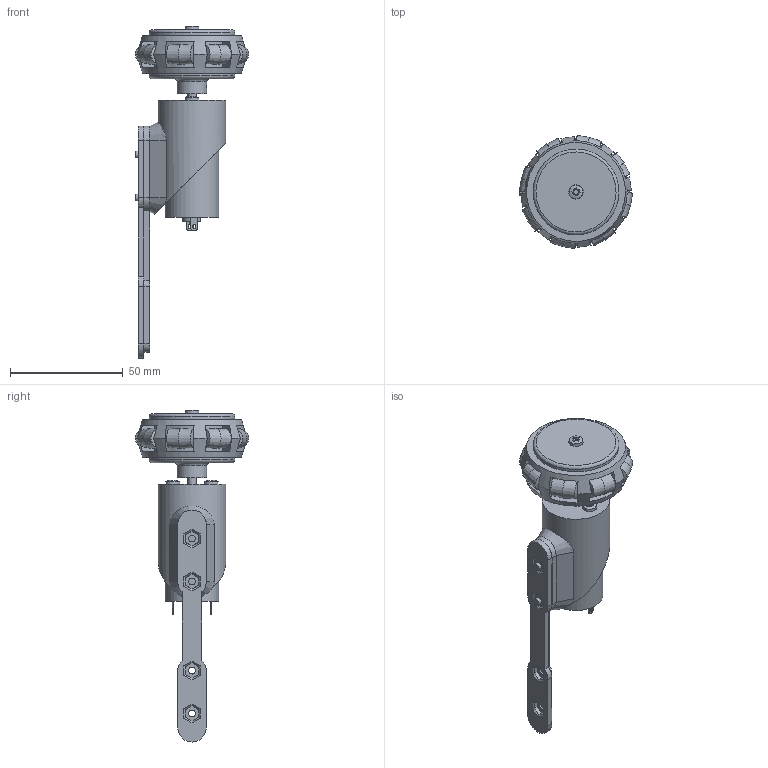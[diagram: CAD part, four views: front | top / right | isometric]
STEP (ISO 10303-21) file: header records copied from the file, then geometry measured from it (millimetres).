
FILE_DESCRIPTION(/* description */ (''),/* implementation_level */ '2;1');
FILE_NAME(/* name */ 'Full Motor Arm (1 inch) with Kornylak Wheel.stp',/* time_stamp */ '2014-02-14T18:12:19-05:00',/* author */ ('Spooner'),/* organization */ (''),/* preprocessor_version */ 'ST-DEVELOPER v15.2',/* originating_system */ 'Autodesk Inventor 2014',/* authorisation */ '');
FILE_SCHEMA (('AUTOMOTIVE_DESIGN { 1 0 10303 214 3 1 1 }'));
Length unit declared in the file: inch
Products named in the file (17): Motor Mount Arm (1 inch); Motor Mount; Motor Body; Motor Shaft; Motor; JIS B 1111 - M3x10(1); JIS B 1181 - B M3; JIS B 1111 - M3x5(1); Kornylak- Half Wheel; Kornylak- Roller; Kornylak Wheel; Kornylak Wheel Hub - Motor Side; Kornylak Wheel Hub - Out Side; JIS B 1111 - M3x14(1); Kornylak Wheel with Hub; JIS B 1177 Flat Point - M4 x 5; Full Motor Arm (1 inch) with Kornylak Wheel
Bounding box: 50.31 x 50.31 x 147.42 mm (x, y, z)
Volume: 68657.5 mm3; surface area: 40646.7 mm2
Topology: 24 solids, 24 shells, 617 faces, 1523 edges, 986 vertices
Faces by surface type: plane 372, cylinder 152, cone 80, torus 8, bspline 5
Full cylindrical faces by diameter (mm): 1.27 x16, 1.981 x1, 2.459 x2, 2.464 x4, 2.5 x5, 3 x5, 3.048 x8, 3.15 x2, 3.683 x1, 3.81 x1, 3.861 x1, 4 x1, 4.699 x2, 4.724 x2, 5.893 x2, 6.807 x1, 6.858 x1, 9.474 x2, 9.779 x2, 13.106 x1, 19.304 x2, 23.724 x1, 24.587 x1, 25.019 x1, 27.051 x2, 30.099 x1, 38.1 x2
Entity records: 12361 total; most frequent: CARTESIAN_POINT 2537, DIRECTION 2004, ORIENTED_EDGE 1836, EDGE_CURVE 918, AXIS2_PLACEMENT_3D 732, VERTEX_POINT 639, EDGE_LOOP 547, LINE 540
